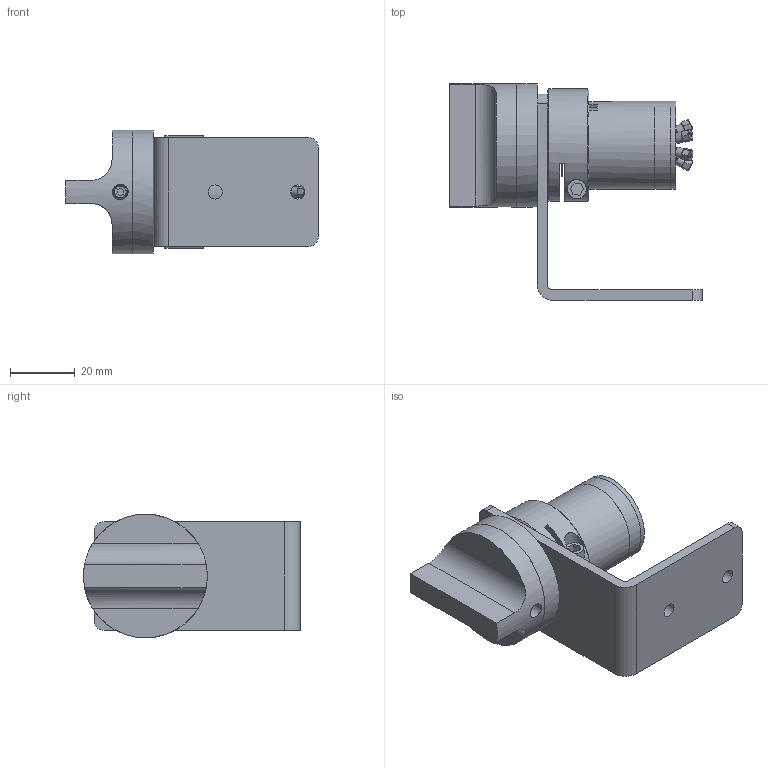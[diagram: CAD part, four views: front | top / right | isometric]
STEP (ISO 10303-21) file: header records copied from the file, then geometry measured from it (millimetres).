
FILE_DESCRIPTION(/* description */ ('C72MU-4676'),/* implementation_level */ '2;1');
FILE_NAME(/* name */ '332451.stp',/* time_stamp */ '2015-09-01T11:31:23+02:00',/* author */ ('Franzp'),/* organization */ ('VICI'),/* preprocessor_version */ 'ST-DEVELOPER v15.6',/* originating_system */ 'Autodesk Inventor 2015',/* authorisation */ '');
FILE_SCHEMA (('CONFIG_CONTROL_DESIGN'));
Length unit declared in the file: centimetre
Products named in the file (1): 332451
Bounding box: 77.79 x 66.77 x 38.1 mm (x, y, z)
Volume: 54934.5 mm3; surface area: 22549.2 mm2
Topology: 2 solids, 2 shells, 381 faces, 920 edges, 591 vertices
Faces by surface type: plane 196, cone 68, cylinder 67, bspline 49, torus 1
Full cylindrical faces by diameter (mm): 0.76 x1, 1.016 x6, 2 x2, 2.032 x2, 2.184 x6, 2.845 x3, 2.946 x3, 3.175 x6, 3.302 x2, 4.166 x2, 4.32 x3, 4.5 x1, 4.6 x3, 4.826 x3, 5.78 x1, 15.24 x1, 19.05 x1, 27 x3, 34.671 x1, 38.1 x2
Entity records: 11467 total; most frequent: CARTESIAN_POINT 3115, ORIENTED_EDGE 1606, DIRECTION 1456, EDGE_CURVE 803, VERTEX_POINT 556, AXIS2_PLACEMENT_3D 549, EDGE_LOOP 525, ADVANCED_FACE 381
